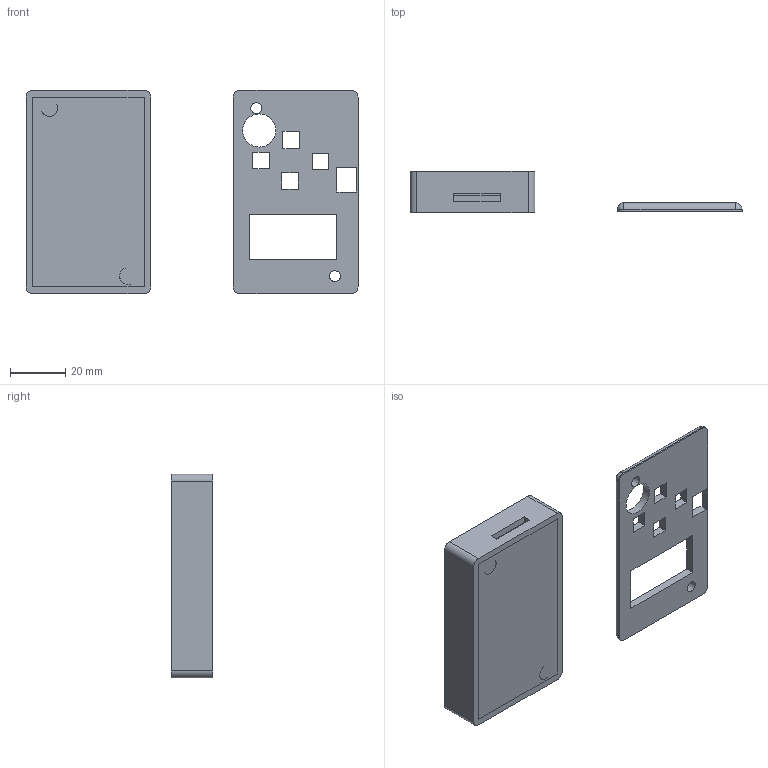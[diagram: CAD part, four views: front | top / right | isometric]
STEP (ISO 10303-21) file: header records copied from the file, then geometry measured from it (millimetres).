
FILE_DESCRIPTION(/* description */ (''),/* implementation_level */ '2;1');
FILE_NAME(/* name */ 'ClockX-V1_NO_PCB.step',/* time_stamp */ '2026-02-15T17:53:43+05:30',/* author */ (''),/* organization */ (''),/* preprocessor_version */ 'ST-DEVELOPER v20.1',/* originating_system */ 'Autodesk Translation Framework v14.24.0.0',/* authorisation */ '');
FILE_SCHEMA (('AUTOMOTIVE_DESIGN { 1 0 10303 214 3 1 1 }'));
Length unit declared in the file: millimetre
Products named in the file (1): 2026-02-15-09-31-26-771
Bounding box: 120.24 x 15 x 73.79 mm (x, y, z)
Volume: 32398.6 mm3; surface area: 26141.4 mm2
Topology: 3 solids, 3 shells, 86 faces, 222 edges, 144 vertices
Faces by surface type: plane 61, cylinder 21, sphere 4
Full cylindrical faces by diameter (mm): 4 x4, 6 x2, 12 x1
Entity records: 2677 total; most frequent: CARTESIAN_POINT 453, ORIENTED_EDGE 444, DIRECTION 444, EDGE_CURVE 222, LINE 174, VECTOR 174, VERTEX_POINT 144, AXIS2_PLACEMENT_3D 135
